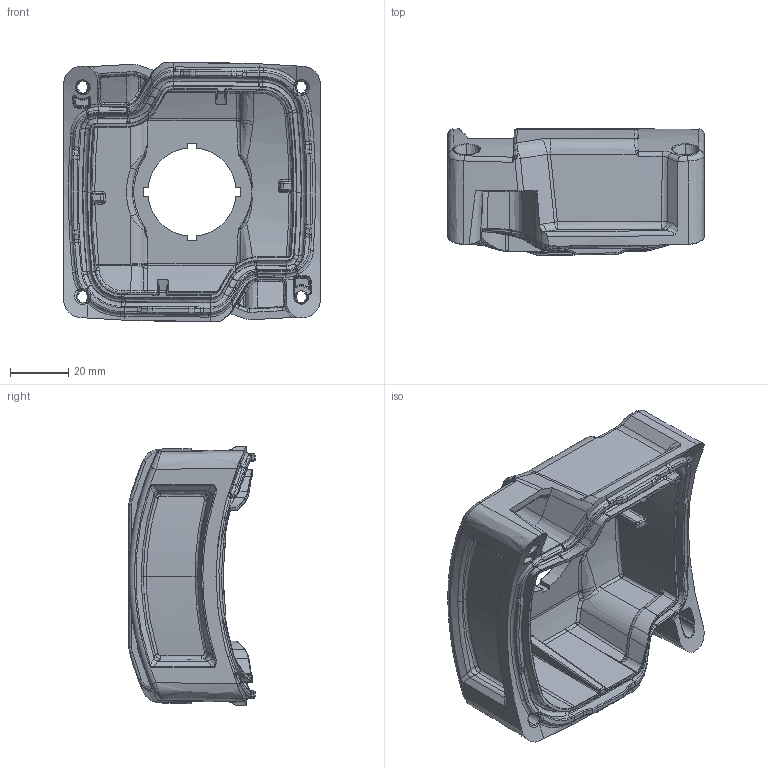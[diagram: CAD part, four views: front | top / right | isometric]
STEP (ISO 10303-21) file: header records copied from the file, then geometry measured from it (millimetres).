
FILE_DESCRIPTION((''),'2;1');
FILE_NAME('05-1142-0281_DECKEL_1F','2023-09-08T10:24:59',('Beil'),(''),'CREO PARAMETRIC BY PTC INC, 2019030','CREO PARAMETRIC BY PTC INC, 2019030','');
FILE_SCHEMA(('CONFIG_CONTROL_DESIGN','SHAPE_APPEARANCE_LAYERS_GROUPS'));
Length unit declared in the file: millimetre
Products named in the file (1): 05-1142-0281_DECKEL_1F
Bounding box: 88 x 43.34 x 88.91 mm (x, y, z)
Volume: 87930 mm3; surface area: 40049.3 mm2
Topology: 1 solids, 1 shells, 1409 faces, 3293 edges, 1889 vertices
Faces by surface type: bspline 1022, cylinder 116, plane 103, cone 80, extrusion 52, sphere 21, torus 15
Entity records: 94766 total; most frequent: CARTESIAN_POINT 60122, ORIENTED_EDGE 6586, PRESENTATION_STYLE_ASSIGNMENT 3294, STYLED_ITEM 3294, CURVE_STYLE 3293, EDGE_CURVE 3293, DIRECTION 3027, B_SPLINE_CURVE_WITH_KNOTS 1999
